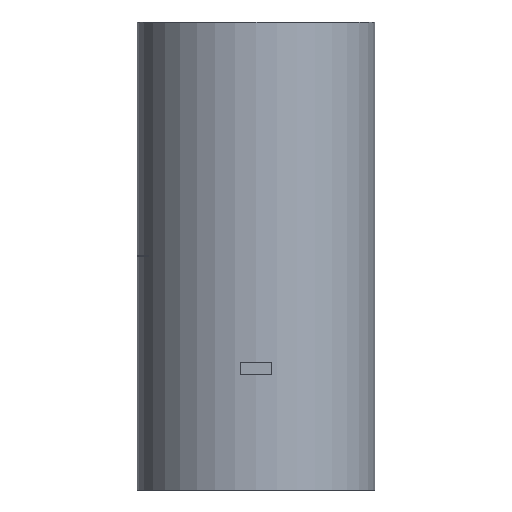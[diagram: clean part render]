
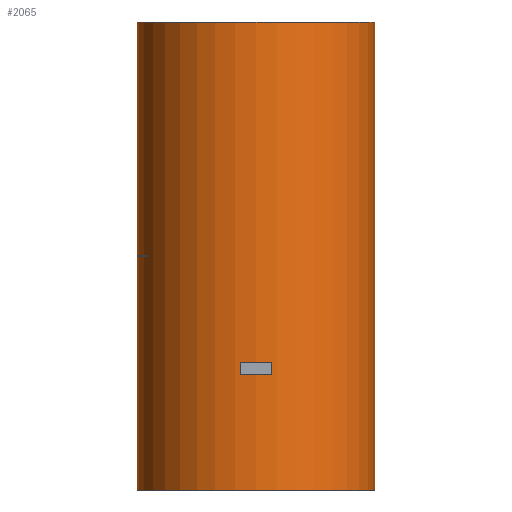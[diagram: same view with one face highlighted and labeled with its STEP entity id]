
A CAD part, left-side view. The second image highlights one B-rep face of the part: STEP entity #2065.
In plain terms, the highlighted cylindrical face has radius 935 mm (diameter 1870 mm), a full revolution.
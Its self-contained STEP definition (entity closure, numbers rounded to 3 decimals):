
#2065 = ADVANCED_FACE('',(#2066),#2079,.T.);
#2066 = FACE_BOUND('',#2067,.T.);
#2067 = EDGE_LOOP('',(#2068,#2102,#2125,#2152));
#2068 = ORIENTED_EDGE('',*,*,#2069,.F.);
#2069 = EDGE_CURVE('',#2070,#2070,#2072,.T.);
#2070 = VERTEX_POINT('',#2071);
#2071 = CARTESIAN_POINT('',(935.,0.,1840.));
#2072 = SURFACE_CURVE('',#2073,(#2078,#2090),.PCURVE_S1.);
#2073 = CIRCLE('',#2074,935.);
#2074 = AXIS2_PLACEMENT_3D('',#2075,#2076,#2077);
#2075 = CARTESIAN_POINT('',(0.,0.,1840.));
#2076 = DIRECTION('',(0.,0.,1.));
#2077 = DIRECTION('',(1.,0.,0.));
#2078 = PCURVE('',#2079,#2084);
#2079 = CYLINDRICAL_SURFACE('',#2080,935.);
#2080 = AXIS2_PLACEMENT_3D('',#2081,#2082,#2083);
#2081 = CARTESIAN_POINT('',(0.,0.,-1840.));
#2082 = DIRECTION('',(0.,0.,1.));
#2083 = DIRECTION('',(1.,0.,0.));
#2084 = DEFINITIONAL_REPRESENTATION('',(#2085),#2089);
#2085 = LINE('',#2086,#2087);
#2086 = CARTESIAN_POINT('',(0.,3680.));
#2087 = VECTOR('',#2088,1.);
#2088 = DIRECTION('',(1.,0.));
#2089 = ( GEOMETRIC_REPRESENTATION_CONTEXT(2) 
PARAMETRIC_REPRESENTATION_CONTEXT() REPRESENTATION_CONTEXT('2D SPACE',''
  ) );
#2090 = PCURVE('',#2091,#2096);
#2091 = PLANE('',#2092);
#2092 = AXIS2_PLACEMENT_3D('',#2093,#2094,#2095);
#2093 = CARTESIAN_POINT('',(0.,0.,1840.));
#2094 = DIRECTION('',(0.,0.,1.));
#2095 = DIRECTION('',(1.,0.,0.));
#2096 = DEFINITIONAL_REPRESENTATION('',(#2097),#2101);
#2097 = CIRCLE('',#2098,935.);
#2098 = AXIS2_PLACEMENT_2D('',#2099,#2100);
#2099 = CARTESIAN_POINT('',(0.,0.));
#2100 = DIRECTION('',(1.,0.));
#2101 = ( GEOMETRIC_REPRESENTATION_CONTEXT(2) 
PARAMETRIC_REPRESENTATION_CONTEXT() REPRESENTATION_CONTEXT('2D SPACE',''
  ) );
#2102 = ORIENTED_EDGE('',*,*,#2103,.F.);
#2103 = EDGE_CURVE('',#2104,#2070,#2106,.T.);
#2104 = VERTEX_POINT('',#2105);
#2105 = CARTESIAN_POINT('',(935.,0.,-1840.));
#2106 = SEAM_CURVE('',#2107,(#2111,#2118),.PCURVE_S1.);
#2107 = LINE('',#2108,#2109);
#2108 = CARTESIAN_POINT('',(935.,0.,-1840.));
#2109 = VECTOR('',#2110,1.);
#2110 = DIRECTION('',(0.,0.,1.));
#2111 = PCURVE('',#2079,#2112);
#2112 = DEFINITIONAL_REPRESENTATION('',(#2113),#2117);
#2113 = LINE('',#2114,#2115);
#2114 = CARTESIAN_POINT('',(6.283,-0.));
#2115 = VECTOR('',#2116,1.);
#2116 = DIRECTION('',(0.,1.));
#2117 = ( GEOMETRIC_REPRESENTATION_CONTEXT(2) 
PARAMETRIC_REPRESENTATION_CONTEXT() REPRESENTATION_CONTEXT('2D SPACE',''
  ) );
#2118 = PCURVE('',#2079,#2119);
#2119 = DEFINITIONAL_REPRESENTATION('',(#2120),#2124);
#2120 = LINE('',#2121,#2122);
#2121 = CARTESIAN_POINT('',(0.,-0.));
#2122 = VECTOR('',#2123,1.);
#2123 = DIRECTION('',(0.,1.));
#2124 = ( GEOMETRIC_REPRESENTATION_CONTEXT(2) 
PARAMETRIC_REPRESENTATION_CONTEXT() REPRESENTATION_CONTEXT('2D SPACE',''
  ) );
#2125 = ORIENTED_EDGE('',*,*,#2126,.T.);
#2126 = EDGE_CURVE('',#2104,#2104,#2127,.T.);
#2127 = SURFACE_CURVE('',#2128,(#2133,#2140),.PCURVE_S1.);
#2128 = CIRCLE('',#2129,935.);
#2129 = AXIS2_PLACEMENT_3D('',#2130,#2131,#2132);
#2130 = CARTESIAN_POINT('',(0.,0.,-1840.));
#2131 = DIRECTION('',(0.,0.,1.));
#2132 = DIRECTION('',(1.,0.,0.));
#2133 = PCURVE('',#2079,#2134);
#2134 = DEFINITIONAL_REPRESENTATION('',(#2135),#2139);
#2135 = LINE('',#2136,#2137);
#2136 = CARTESIAN_POINT('',(0.,0.));
#2137 = VECTOR('',#2138,1.);
#2138 = DIRECTION('',(1.,0.));
#2139 = ( GEOMETRIC_REPRESENTATION_CONTEXT(2) 
PARAMETRIC_REPRESENTATION_CONTEXT() REPRESENTATION_CONTEXT('2D SPACE',''
  ) );
#2140 = PCURVE('',#2141,#2146);
#2141 = PLANE('',#2142);
#2142 = AXIS2_PLACEMENT_3D('',#2143,#2144,#2145);
#2143 = CARTESIAN_POINT('',(0.,0.,-1840.));
#2144 = DIRECTION('',(0.,0.,1.));
#2145 = DIRECTION('',(1.,0.,0.));
#2146 = DEFINITIONAL_REPRESENTATION('',(#2147),#2151);
#2147 = CIRCLE('',#2148,935.);
#2148 = AXIS2_PLACEMENT_2D('',#2149,#2150);
#2149 = CARTESIAN_POINT('',(0.,0.));
#2150 = DIRECTION('',(1.,0.));
#2151 = ( GEOMETRIC_REPRESENTATION_CONTEXT(2) 
PARAMETRIC_REPRESENTATION_CONTEXT() REPRESENTATION_CONTEXT('2D SPACE',''
  ) );
#2152 = ORIENTED_EDGE('',*,*,#2103,.T.);
